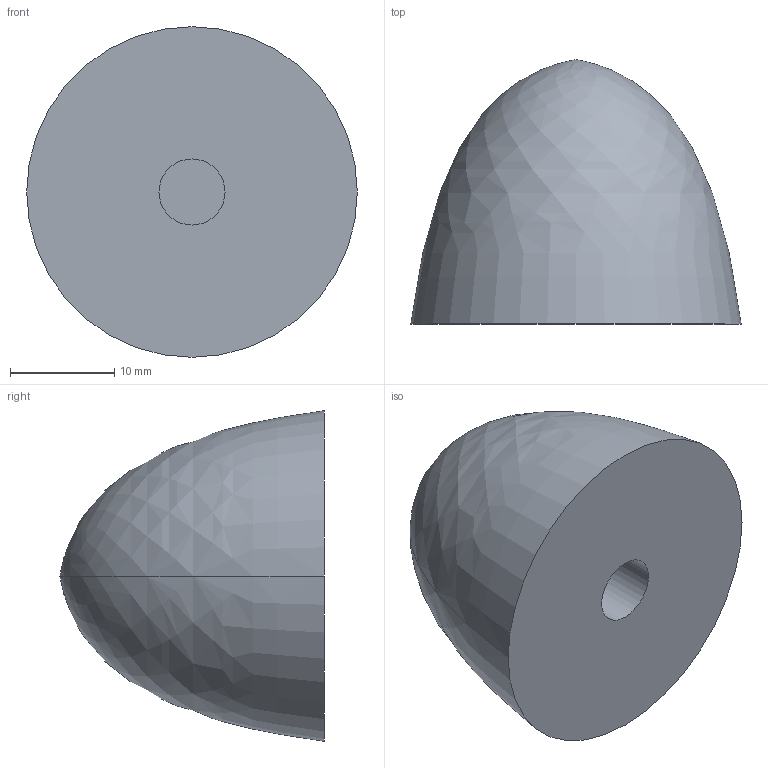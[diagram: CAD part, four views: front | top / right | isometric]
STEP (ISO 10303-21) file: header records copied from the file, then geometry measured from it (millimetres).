
FILE_DESCRIPTION((''),'2;1');
FILE_NAME('MOTORCAP','2025-04-18T14:41:59',('JWORCH'),(''),'CREO PARAMETRIC BY PTC INC, 2023424','CREO PARAMETRIC BY PTC INC, 2023424','');
FILE_SCHEMA(('CONFIG_CONTROL_DESIGN'));
Length unit declared in the file: inch
Products named in the file (1): MOTORCAP
Bounding box: 31.75 x 25.4 x 31.75 mm (x, y, z)
Volume: 11645.3 mm3; surface area: 3328.1 mm2
Topology: 1 solids, 1 shells, 6 faces, 12 edges, 7 vertices
Faces by surface type: plane 2, revolution 2, cylinder 2
Entity records: 205 total; most frequent: CARTESIAN_POINT 44, DIRECTION 24, ORIENTED_EDGE 20, AXIS2_PLACEMENT_3D 10, EDGE_CURVE 10, VERTEX_POINT 7, EDGE_LOOP 7, FACE_OUTER_BOUND 6
